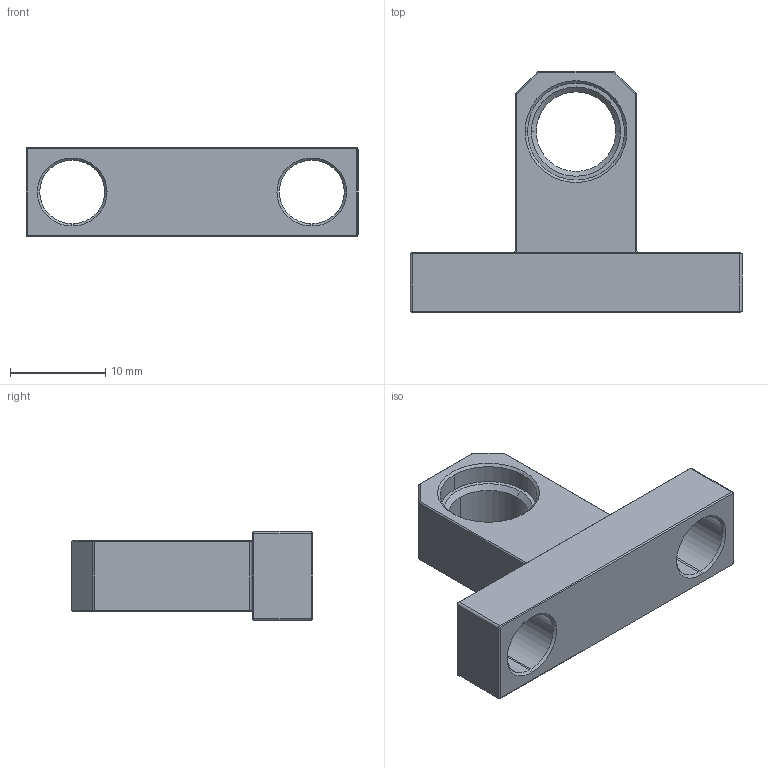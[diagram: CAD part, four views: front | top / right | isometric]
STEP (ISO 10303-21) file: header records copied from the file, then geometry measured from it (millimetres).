
FILE_DESCRIPTION (( 'STEP AP203' ), '1' );
FILE_NAME ('112686.stp', '2018-02-21T19:05:11', ( '' ), ( '' ), 'SwSTEP 2.0', 'SolidWorks 2012', '' );
FILE_SCHEMA (( 'CONFIG_CONTROL_DESIGN' ));
Length unit declared in the file: centimetre
Products named in the file (1): 112686
Bounding box: 34.92 x 25.4 x 9.4 mm (x, y, z)
Volume: 2916 mm3; surface area: 2125.5 mm2
Topology: 1 solids, 1 shells, 96 faces, 224 edges, 132 vertices
Faces by surface type: plane 44, cone 34, cylinder 18
Entity records: 2776 total; most frequent: CARTESIAN_POINT 486, DIRECTION 477, ORIENTED_EDGE 448, EDGE_CURVE 224, AXIS2_PLACEMENT_3D 173, VERTEX_POINT 132, VECTOR 131, LINE 131
